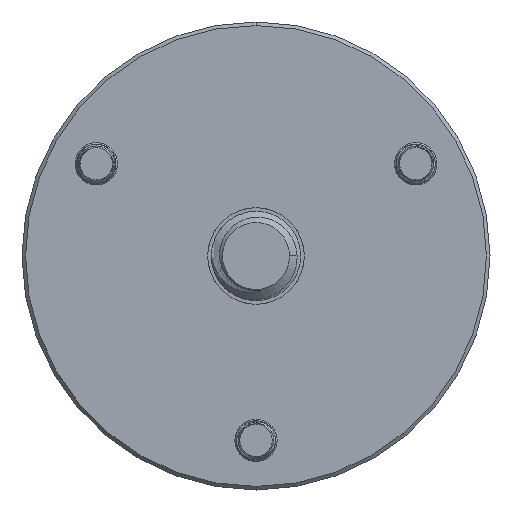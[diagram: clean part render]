
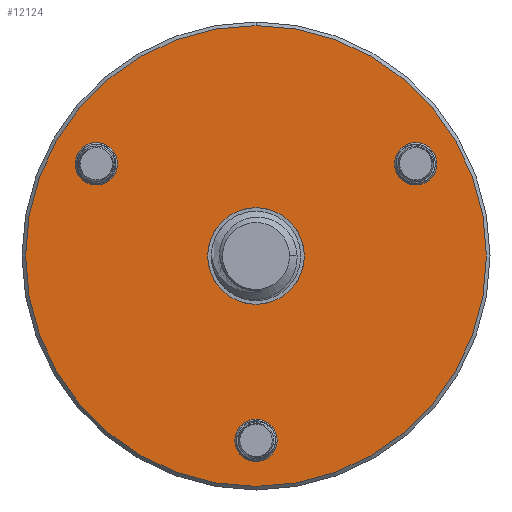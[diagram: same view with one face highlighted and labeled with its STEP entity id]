
A CAD part, front view. The second image highlights one B-rep face of the part: STEP entity #12124.
In plain terms, the highlighted planar face has unit normal (0, -1, 0).
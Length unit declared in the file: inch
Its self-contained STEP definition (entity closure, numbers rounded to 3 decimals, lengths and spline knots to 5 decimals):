
#600 = DIRECTION ( 'NONE',  ( 0., 1., 0. ) ) ;
#881 = DIRECTION ( 'NONE',  ( 0., 0., 1. ) ) ;
#1642 = CIRCLE ( 'NONE', #26646, 0.089 ) ;
#2060 = DIRECTION ( 'NONE',  ( 0., 1., 0. ) ) ;
#2126 = CARTESIAN_POINT ( 'NONE',  ( 0., 0., 0. ) ) ;
#2405 = VERTEX_POINT ( 'NONE', #2901 ) ;
#2471 = EDGE_LOOP ( 'NONE', ( #23178, #10044 ) ) ;
#2537 = CARTESIAN_POINT ( 'NONE',  ( -0.67117, 0., 0.3875 ) ) ;
#2823 = VERTEX_POINT ( 'NONE', #16522 ) ;
#2901 = CARTESIAN_POINT ( 'NONE',  ( 0., 0., -0.686 ) ) ;
#3209 = DIRECTION ( 'NONE',  ( 0., 1., 0. ) ) ;
#3305 = EDGE_CURVE ( 'NONE', #12522, #27657, #14029, .T. ) ;
#3307 = CARTESIAN_POINT ( 'NONE',  ( 0.67117, 0., 0.3875 ) ) ;
#3378 = DIRECTION ( 'NONE',  ( 0., 0., 1. ) ) ;
#3445 = AXIS2_PLACEMENT_3D ( 'NONE', #2126, #23751, #29091 ) ;
#3652 = VERTEX_POINT ( 'NONE', #26415 ) ;
#3743 = ORIENTED_EDGE ( 'NONE', *, *, #13247, .T. ) ;
#3983 = CARTESIAN_POINT ( 'NONE',  ( -0.67117, 0., 0.2985 ) ) ;
#4937 = AXIS2_PLACEMENT_3D ( 'NONE', #28333, #2060, #7346 ) ;
#5048 = DIRECTION ( 'NONE',  ( 0., 1., 0. ) ) ;
#5840 = CARTESIAN_POINT ( 'NONE',  ( -0.67117, 0., 0.3875 ) ) ;
#6160 = PLANE ( 'NONE',  #7068 ) ;
#6182 = ORIENTED_EDGE ( 'NONE', *, *, #19452, .T. ) ;
#7068 = AXIS2_PLACEMENT_3D ( 'NONE', #33467, #16966, #25644 ) ;
#7346 = DIRECTION ( 'NONE',  ( 0., 0., 1. ) ) ;
#7467 = CARTESIAN_POINT ( 'NONE',  ( 0., 0., 0.9685 ) ) ;
#7514 = EDGE_LOOP ( 'NONE', ( #3743, #17981 ) ) ;
#8319 = CARTESIAN_POINT ( 'NONE',  ( 0., 0., -0.9685 ) ) ;
#8772 = FACE_BOUND ( 'NONE', #2471, .T. ) ;
#8868 = EDGE_CURVE ( 'NONE', #14685, #28735, #32969, .T. ) ;
#9673 = ORIENTED_EDGE ( 'NONE', *, *, #11034, .T. ) ;
#9808 = CIRCLE ( 'NONE', #32585, 0.9685 ) ;
#10044 = ORIENTED_EDGE ( 'NONE', *, *, #8868, .T. ) ;
#10210 = EDGE_CURVE ( 'NONE', #2823, #14241, #28072, .T. ) ;
#11034 = EDGE_CURVE ( 'NONE', #3652, #2405, #15837, .T. ) ;
#11389 = FACE_BOUND ( 'NONE', #16549, .T. ) ;
#11606 = EDGE_CURVE ( 'NONE', #14241, #2823, #13114, .T. ) ;
#12124 = ADVANCED_FACE ( 'NONE', ( #27163, #24596, #11389, #32599, #8772 ), #6160, .F. ) ;
#12270 = DIRECTION ( 'NONE',  ( 0., 1., 0. ) ) ;
#12284 = EDGE_LOOP ( 'NONE', ( #6182, #27415 ) ) ;
#12522 = VERTEX_POINT ( 'NONE', #12724 ) ;
#12724 = CARTESIAN_POINT ( 'NONE',  ( 0., 0., -0.203 ) ) ;
#13093 = AXIS2_PLACEMENT_3D ( 'NONE', #5840, #3209, #3378 ) ;
#13114 = CIRCLE ( 'NONE', #20869, 0.089 ) ;
#13247 = EDGE_CURVE ( 'NONE', #27657, #12522, #19977, .T. ) ;
#13897 = EDGE_CURVE ( 'NONE', #2405, #3652, #1642, .T. ) ;
#14029 = CIRCLE ( 'NONE', #3445, 0.203 ) ;
#14241 = VERTEX_POINT ( 'NONE', #20633 ) ;
#14685 = VERTEX_POINT ( 'NONE', #3983 ) ;
#15660 = DIRECTION ( 'NONE',  ( 0., 0., 1. ) ) ;
#15837 = CIRCLE ( 'NONE', #26366, 0.089 ) ;
#16399 = DIRECTION ( 'NONE',  ( 0., 1., 0. ) ) ;
#16522 = CARTESIAN_POINT ( 'NONE',  ( 0.67117, 0., 0.4765 ) ) ;
#16549 = EDGE_LOOP ( 'NONE', ( #31668, #9673 ) ) ;
#16572 = DIRECTION ( 'NONE',  ( 0., 0., 1. ) ) ;
#16966 = DIRECTION ( 'NONE',  ( 0., 1., 0. ) ) ;
#17159 = DIRECTION ( 'NONE',  ( 0., -1., 0. ) ) ;
#17372 = DIRECTION ( 'NONE',  ( 0., -1., 0. ) ) ;
#17981 = ORIENTED_EDGE ( 'NONE', *, *, #3305, .T. ) ;
#18283 = CARTESIAN_POINT ( 'NONE',  ( 0., 0., -0.775 ) ) ;
#18605 = EDGE_LOOP ( 'NONE', ( #31390, #26596 ) ) ;
#19075 = AXIS2_PLACEMENT_3D ( 'NONE', #2537, #600, #29138 ) ;
#19198 = CIRCLE ( 'NONE', #13093, 0.089 ) ;
#19452 = EDGE_CURVE ( 'NONE', #26360, #20912, #9808, .T. ) ;
#19878 = DIRECTION ( 'NONE',  ( 0., 1., 0. ) ) ;
#19977 = CIRCLE ( 'NONE', #4937, 0.203 ) ;
#20433 = CARTESIAN_POINT ( 'NONE',  ( 0., 0., 0.203 ) ) ;
#20633 = CARTESIAN_POINT ( 'NONE',  ( 0.67117, 0., 0.2985 ) ) ;
#20766 = CARTESIAN_POINT ( 'NONE',  ( 0.67117, 0., 0.3875 ) ) ;
#20869 = AXIS2_PLACEMENT_3D ( 'NONE', #3307, #16399, #16572 ) ;
#20912 = VERTEX_POINT ( 'NONE', #8319 ) ;
#22149 = AXIS2_PLACEMENT_3D ( 'NONE', #27742, #17372, #32990 ) ;
#22871 = DIRECTION ( 'NONE',  ( 0., 0., 1. ) ) ;
#23178 = ORIENTED_EDGE ( 'NONE', *, *, #29568, .T. ) ;
#23751 = DIRECTION ( 'NONE',  ( 0., 1., 0. ) ) ;
#24381 = EDGE_CURVE ( 'NONE', #20912, #26360, #32151, .T. ) ;
#24596 = FACE_BOUND ( 'NONE', #7514, .T. ) ;
#25644 = DIRECTION ( 'NONE',  ( 0., 0., 1. ) ) ;
#26360 = VERTEX_POINT ( 'NONE', #7467 ) ;
#26366 = AXIS2_PLACEMENT_3D ( 'NONE', #30290, #19878, #881 ) ;
#26415 = CARTESIAN_POINT ( 'NONE',  ( 0., 0., -0.864 ) ) ;
#26596 = ORIENTED_EDGE ( 'NONE', *, *, #11606, .T. ) ;
#26646 = AXIS2_PLACEMENT_3D ( 'NONE', #18283, #5048, #15660 ) ;
#27163 = FACE_OUTER_BOUND ( 'NONE', #12284, .T. ) ;
#27415 = ORIENTED_EDGE ( 'NONE', *, *, #24381, .T. ) ;
#27657 = VERTEX_POINT ( 'NONE', #20433 ) ;
#27701 = DIRECTION ( 'NONE',  ( 0., 0., 1. ) ) ;
#27742 = CARTESIAN_POINT ( 'NONE',  ( 0., 0., 0. ) ) ;
#28072 = CIRCLE ( 'NONE', #33674, 0.089 ) ;
#28333 = CARTESIAN_POINT ( 'NONE',  ( 0., 0., 0. ) ) ;
#28735 = VERTEX_POINT ( 'NONE', #33439 ) ;
#29091 = DIRECTION ( 'NONE',  ( 0., 0., 1. ) ) ;
#29138 = DIRECTION ( 'NONE',  ( 0., 0., 1. ) ) ;
#29568 = EDGE_CURVE ( 'NONE', #28735, #14685, #19198, .T. ) ;
#30290 = CARTESIAN_POINT ( 'NONE',  ( 0., 0., -0.775 ) ) ;
#30344 = CARTESIAN_POINT ( 'NONE',  ( 0., 0., 0. ) ) ;
#31390 = ORIENTED_EDGE ( 'NONE', *, *, #10210, .T. ) ;
#31668 = ORIENTED_EDGE ( 'NONE', *, *, #13897, .T. ) ;
#32151 = CIRCLE ( 'NONE', #22149, 0.9685 ) ;
#32585 = AXIS2_PLACEMENT_3D ( 'NONE', #30344, #17159, #27701 ) ;
#32599 = FACE_BOUND ( 'NONE', #18605, .T. ) ;
#32969 = CIRCLE ( 'NONE', #19075, 0.089 ) ;
#32990 = DIRECTION ( 'NONE',  ( 0., 0., 1. ) ) ;
#33439 = CARTESIAN_POINT ( 'NONE',  ( -0.67117, 0., 0.4765 ) ) ;
#33467 = CARTESIAN_POINT ( 'NONE',  ( 0., 0., 0. ) ) ;
#33674 = AXIS2_PLACEMENT_3D ( 'NONE', #20766, #12270, #22871 ) ;
